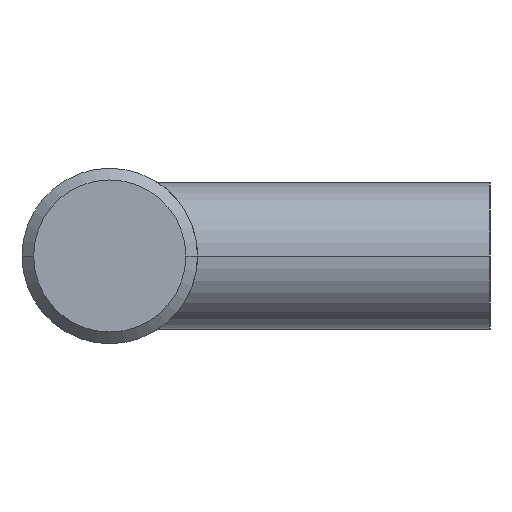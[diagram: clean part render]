
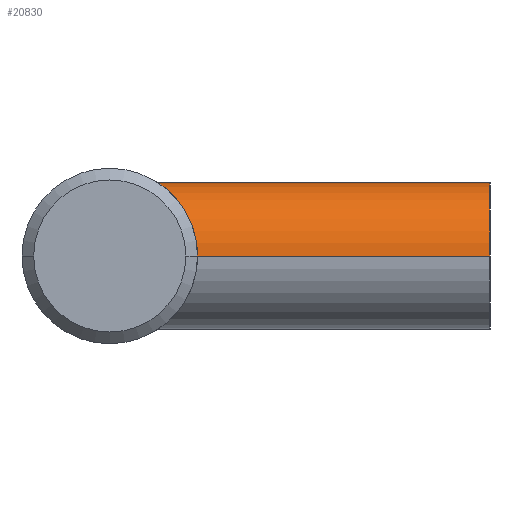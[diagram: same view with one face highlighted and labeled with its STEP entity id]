
A CAD part, left-side view. The second image highlights one B-rep face of the part: STEP entity #20830.
In plain terms, the highlighted cylindrical face has radius 5 mm (diameter 10 mm), a partial arc.
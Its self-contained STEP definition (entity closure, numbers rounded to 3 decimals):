
#17360=CARTESIAN_POINT('',(-53.,13.,0.));
#17370=DIRECTION('',(0.,-1.,0.));
#17380=VECTOR('',#17370,1.);
#17390=LINE('',#17360,#17380);
#17400=CARTESIAN_POINT('',(-53.,20.,0.));
#17410=VERTEX_POINT('',#17400);
#17420=CARTESIAN_POINT('',(-53.,-4.,0.));
#17430=VERTEX_POINT('',#17420);
#17440=EDGE_CURVE('',#17410,#17430,#17390,.T.);
#17460=CARTESIAN_POINT('',(-48.,-4.,0.));
#17470=DIRECTION('',(0.,1.,0.));
#17480=DIRECTION('',(1.,0.,0.));
#17490=AXIS2_PLACEMENT_3D('',#17460,#17470,#17480);
#17500=CIRCLE('',#17490,5.);
#17510=CARTESIAN_POINT('',(-43.,-4.,0.));
#17520=VERTEX_POINT('',#17510);
#17550=CARTESIAN_POINT('',(-43.,13.,0.));
#17560=DIRECTION('',(0.,-1.,0.));
#17570=VECTOR('',#17560,1.);
#17580=LINE('',#17550,#17570);
#17590=CARTESIAN_POINT('',(-43.,20.,0.));
#17600=VERTEX_POINT('',#17590);
#17610=EDGE_CURVE('',#17600,#17520,#17580,.T.);
#17630=CARTESIAN_POINT('',(-48.,20.,0.));
#17640=DIRECTION('',(0.,-1.,0.));
#17650=DIRECTION('',(-1.,0.,0.));
#17660=AXIS2_PLACEMENT_3D('',#17630,#17640,#17650);
#17670=CIRCLE('',#17660,5.);
#17940=EDGE_CURVE('',#17430,#17520,#17500,.T.);
#18190=EDGE_CURVE('',#17600,#17410,#17670,.T.);
#20720=CARTESIAN_POINT('',(-48.,13.,0.));
#20730=DIRECTION('',(0.,-1.,0.));
#20740=DIRECTION('',(-1.,0.,0.));
#20750=AXIS2_PLACEMENT_3D('',#20720,#20730,#20740);
#20760=CYLINDRICAL_SURFACE('',#20750,5.);
#20770=ORIENTED_EDGE('',*,*,#17440,.T.);
#20780=ORIENTED_EDGE('',*,*,#18190,.T.);
#20790=ORIENTED_EDGE('',*,*,#17610,.F.);
#20800=ORIENTED_EDGE('',*,*,#17940,.T.);
#20810=EDGE_LOOP('',(#20800,#20790,#20780,#20770));
#20820=FACE_OUTER_BOUND('',#20810,.T.);
#20830=ADVANCED_FACE('',(#20820),#20760,.T.);
